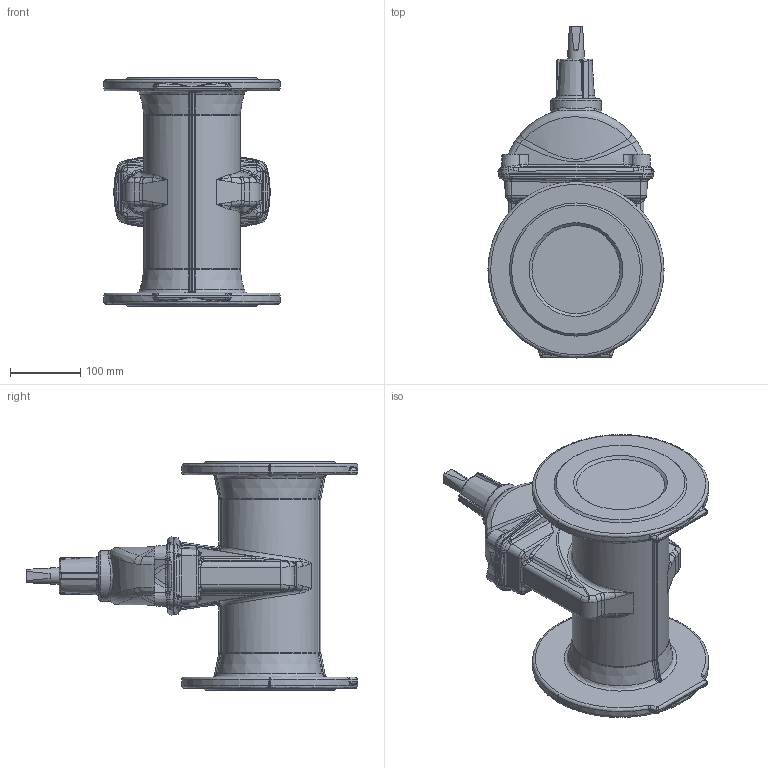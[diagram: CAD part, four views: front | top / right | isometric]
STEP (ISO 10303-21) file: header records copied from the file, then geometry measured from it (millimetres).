
FILE_DESCRIPTION (( 'STEP AP203' ), '1' );
FILE_NAME ('O_40_60_DN125.STEP', '2014-09-11T03:10:35', ( '' ), ( '' ), 'SwSTEP 2.0', 'SolidWorks 2012', '' );
FILE_SCHEMA (( 'CONFIG_CONTROL_DESIGN' ));
Products named in the file (1): O_40_60_DN125
Bounding box: 249.98 x 471 x 325 mm (x, y, z)
Volume: 8826110.7 mm3; surface area: 432130.3 mm2
Topology: 1 solids, 1 shells, 697 faces, 1649 edges, 931 vertices
Faces by surface type: bspline 405, cylinder 145, plane 98, cone 49
Full cylindrical faces by diameter (mm): 23 x1, 71 x1
Entity records: 39301 total; most frequent: CARTESIAN_POINT 26333, ORIENTED_EDGE 3208, DIRECTION 2000, EDGE_CURVE 1604, VERTEX_POINT 928, AXIS2_PLACEMENT_3D 833, EDGE_LOOP 716, FACE_OUTER_BOUND 703
